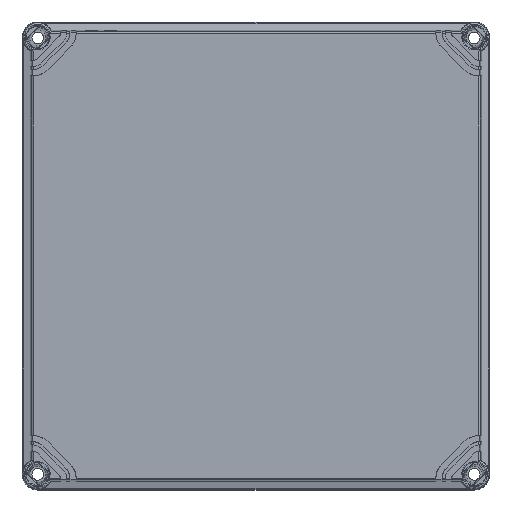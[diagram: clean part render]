
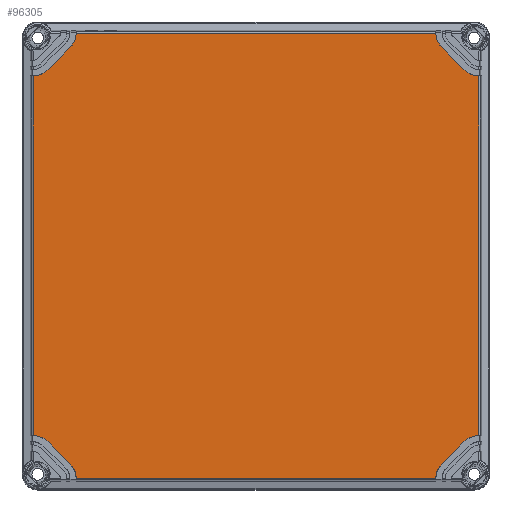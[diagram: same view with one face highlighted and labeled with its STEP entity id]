
A CAD part, top view. The second image highlights one B-rep face of the part: STEP entity #96305.
In plain terms, the highlighted planar face has unit normal (0, 0, 1).
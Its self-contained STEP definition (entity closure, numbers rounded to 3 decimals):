
#82601=CARTESIAN_POINT('',(-129.346,-143.3,30.));
#82602=DIRECTION('',(0.,0.,1.));
#82603=DIRECTION('',(0.999,0.032,0.));
#82604=AXIS2_PLACEMENT_3D('',#82601,#82602,#82603);
#82609=DIRECTION('',(-0.707,0.707,0.));
#82610=VECTOR('',#82609,19.734);
#82611=CARTESIAN_POINT('',(-119.447,-133.401,30.));
#82612=LINE('',#82611,#82610);
#82616=CARTESIAN_POINT('',(-143.3,-129.346,30.));
#82617=DIRECTION('',(0.,0.,1.));
#82618=DIRECTION('',(0.707,0.707,0.));
#82619=AXIS2_PLACEMENT_3D('',#82616,#82617,#82618);
#82624=CARTESIAN_POINT('',(-143.3,129.346,30.));
#82625=DIRECTION('',(0.,0.,1.));
#82626=DIRECTION('',(0.032,-0.999,0.));
#82627=AXIS2_PLACEMENT_3D('',#82624,#82625,#82626);
#82632=DIRECTION('',(0.707,0.707,0.));
#82633=VECTOR('',#82632,19.734);
#82634=CARTESIAN_POINT('',(-133.401,119.447,30.));
#82635=LINE('',#82634,#82633);
#82639=CARTESIAN_POINT('',(-129.346,143.3,30.));
#82640=DIRECTION('',(0.,0.,1.));
#82641=DIRECTION('',(0.707,-0.707,0.));
#82642=AXIS2_PLACEMENT_3D('',#82639,#82640,#82641);
#82647=DIRECTION('',(1.,0.,0.));
#82648=VECTOR('',#82647,230.707);
#82649=CARTESIAN_POINT('',(-115.353,142.851,30.));
#82650=LINE('',#82649,#82648);
#82654=CARTESIAN_POINT('',(129.346,143.3,30.));
#82655=DIRECTION('',(0.,0.,1.));
#82656=DIRECTION('',(-0.999,-0.032,0.));
#82657=AXIS2_PLACEMENT_3D('',#82654,#82655,#82656);
#82662=DIRECTION('',(0.707,-0.707,0.));
#82663=VECTOR('',#82662,19.734);
#82664=CARTESIAN_POINT('',(119.447,133.401,30.));
#82665=LINE('',#82664,#82663);
#82669=CARTESIAN_POINT('',(143.3,129.346,30.));
#82670=DIRECTION('',(0.,0.,1.));
#82671=DIRECTION('',(-0.707,-0.707,0.));
#82672=AXIS2_PLACEMENT_3D('',#82669,#82670,#82671);
#82677=CARTESIAN_POINT('',(143.3,-129.346,30.));
#82678=DIRECTION('',(0.,0.,1.));
#82679=DIRECTION('',(-0.032,0.999,0.));
#82680=AXIS2_PLACEMENT_3D('',#82677,#82678,#82679);
#82685=DIRECTION('',(-0.707,-0.707,0.));
#82686=VECTOR('',#82685,19.734);
#82687=CARTESIAN_POINT('',(133.401,-119.447,30.));
#82688=LINE('',#82687,#82686);
#82692=CARTESIAN_POINT('',(129.346,-143.3,30.));
#82693=DIRECTION('',(0.,0.,1.));
#82694=DIRECTION('',(-0.707,0.707,0.));
#82695=AXIS2_PLACEMENT_3D('',#82692,#82693,#82694);
#87261=DIRECTION('',(0.,1.,0.));
#87262=VECTOR('',#87261,230.707);
#87263=CARTESIAN_POINT('',(142.851,-115.353,30.));
#87264=LINE('',#87263,#87262);
#87332=CARTESIAN_POINT('',(-115.353,142.851,30.));
#87370=CARTESIAN_POINT('',(115.353,142.851,30.));
#87396=DIRECTION('',(0.,-1.,0.));
#87397=VECTOR('',#87396,230.707);
#87398=CARTESIAN_POINT('',(-142.851,115.353,30.));
#87399=LINE('',#87398,#87397);
#87467=DIRECTION('',(1.,0.,0.));
#87468=VECTOR('',#87467,230.707);
#87469=CARTESIAN_POINT('',(-115.353,-142.851,30.));
#87470=LINE('',#87469,#87468);
#87474=CARTESIAN_POINT('',(115.353,-142.851,30.));
#87505=CARTESIAN_POINT('',(-115.353,-142.851,30.));
#90276=CARTESIAN_POINT('',(119.447,133.401,30.));
#90277=CARTESIAN_POINT('',(133.401,119.447,30.));
#90278=VERTEX_POINT('',#90276);
#90279=VERTEX_POINT('',#90277);
#90296=CARTESIAN_POINT('',(-133.401,119.447,30.));
#90297=CARTESIAN_POINT('',(-119.447,133.401,30.));
#90298=VERTEX_POINT('',#90296);
#90299=VERTEX_POINT('',#90297);
#90312=CARTESIAN_POINT('',(133.401,-119.447,30.));
#90313=CARTESIAN_POINT('',(119.447,-133.401,30.));
#90314=VERTEX_POINT('',#90312);
#90315=VERTEX_POINT('',#90313);
#90324=CARTESIAN_POINT('',(-119.447,-133.401,30.));
#90325=CARTESIAN_POINT('',(-133.401,-119.447,30.));
#90326=VERTEX_POINT('',#90324);
#90327=VERTEX_POINT('',#90325);
#90634=VERTEX_POINT('',#87370);
#90646=CARTESIAN_POINT('',(142.851,-115.353,30.));
#90647=CARTESIAN_POINT('',(142.851,115.353,30.));
#90648=VERTEX_POINT('',#90646);
#90649=VERTEX_POINT('',#90647);
#90657=VERTEX_POINT('',#87332);
#90702=CARTESIAN_POINT('',(-142.851,115.353,30.));
#90703=CARTESIAN_POINT('',(-142.851,-115.353,30.));
#90704=VERTEX_POINT('',#90702);
#90705=VERTEX_POINT('',#90703);
#90758=VERTEX_POINT('',#87505);
#90759=VERTEX_POINT('',#87474);
#96266=CARTESIAN_POINT('',(0.,0.,30.));
#96267=DIRECTION('',(0.,0.,1.));
#96268=DIRECTION('',(1.,0.,0.));
#96269=AXIS2_PLACEMENT_3D('',#96266,#96267,#96268);
#96270=PLANE('',#96269);
#96272=ORIENTED_EDGE('',*,*,#96271,.F.);
#96274=ORIENTED_EDGE('',*,*,#96273,.T.);
#96276=ORIENTED_EDGE('',*,*,#96275,.T.);
#96278=ORIENTED_EDGE('',*,*,#96277,.T.);
#96280=ORIENTED_EDGE('',*,*,#96279,.F.);
#96282=ORIENTED_EDGE('',*,*,#96281,.T.);
#96284=ORIENTED_EDGE('',*,*,#96283,.T.);
#96286=ORIENTED_EDGE('',*,*,#96285,.T.);
#96288=ORIENTED_EDGE('',*,*,#96287,.T.);
#96290=ORIENTED_EDGE('',*,*,#96289,.T.);
#96292=ORIENTED_EDGE('',*,*,#96291,.T.);
#96294=ORIENTED_EDGE('',*,*,#96293,.T.);
#96296=ORIENTED_EDGE('',*,*,#96295,.F.);
#96298=ORIENTED_EDGE('',*,*,#96297,.T.);
#96300=ORIENTED_EDGE('',*,*,#96299,.T.);
#96302=ORIENTED_EDGE('',*,*,#96301,.T.);
#96303=EDGE_LOOP('',(#96272,#96274,#96276,#96278,#96280,#96282,#96284,#96286,
#96288,#96290,#96292,#96294,#96296,#96298,#96300,#96302));
#96304=FACE_OUTER_BOUND('',#96303,.F.);
#96305=ADVANCED_FACE('',(#96304),#96270,.T.);
#82605=CIRCLE('',#82604,14.);
#82620=CIRCLE('',#82619,14.);
#82628=CIRCLE('',#82627,14.);
#82643=CIRCLE('',#82642,14.);
#82658=CIRCLE('',#82657,14.);
#82673=CIRCLE('',#82672,14.);
#82681=CIRCLE('',#82680,14.);
#82696=CIRCLE('',#82695,14.);
#96271=EDGE_CURVE('',#90758,#90759,#87470,.T.);
#96273=EDGE_CURVE('',#90758,#90326,#82605,.T.);
#96275=EDGE_CURVE('',#90326,#90327,#82612,.T.);
#96277=EDGE_CURVE('',#90327,#90705,#82620,.T.);
#96279=EDGE_CURVE('',#90704,#90705,#87399,.T.);
#96281=EDGE_CURVE('',#90704,#90298,#82628,.T.);
#96283=EDGE_CURVE('',#90298,#90299,#82635,.T.);
#96285=EDGE_CURVE('',#90299,#90657,#82643,.T.);
#96287=EDGE_CURVE('',#90657,#90634,#82650,.T.);
#96289=EDGE_CURVE('',#90634,#90278,#82658,.T.);
#96291=EDGE_CURVE('',#90278,#90279,#82665,.T.);
#96293=EDGE_CURVE('',#90279,#90649,#82673,.T.);
#96295=EDGE_CURVE('',#90648,#90649,#87264,.T.);
#96297=EDGE_CURVE('',#90648,#90314,#82681,.T.);
#96299=EDGE_CURVE('',#90314,#90315,#82688,.T.);
#96301=EDGE_CURVE('',#90315,#90759,#82696,.T.);
